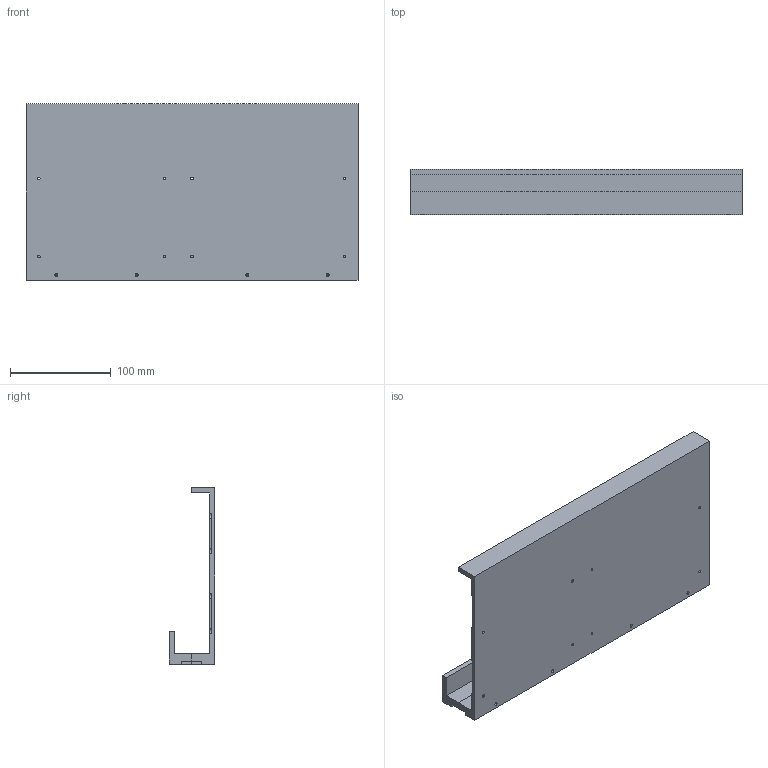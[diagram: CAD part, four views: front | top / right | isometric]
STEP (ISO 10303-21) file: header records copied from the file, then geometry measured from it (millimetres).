
FILE_DESCRIPTION(/* description */ (''),/* implementation_level */ '2;1');
FILE_NAME(/* name */ 'Test-CNC-Enclosure v19.step',/* time_stamp */ '2019-03-27T08:47:35+01:00',/* author */ ('obalbous'),/* organization */ (''),/* preprocessor_version */ 'ST-DEVELOPER v17.2',/* originating_system */ 'Autodesk Translation Framework v7.6.0.251',/* authorisation */ '');
FILE_SCHEMA (('AUTOMOTIVE_DESIGN { 1 0 10303 214 3 1 1 }'));
Length unit declared in the file: millimetre
Products named in the file (3): Test-CNC-Enclosure; Base; Top
Assembly tree (2 placements, depth 2):
  Test-CNC-Enclosure
    Base
    Top
Bounding box: 330 x 45 x 175 mm (x, y, z)
Volume: 476224.4 mm3; surface area: 182850.7 mm2
Topology: 2 solids, 2 shells, 76 faces, 204 edges, 136 vertices
Faces by surface type: plane 50, cylinder 24, bspline 2
Full cylindrical faces by diameter (mm): 1.5 x4, 2.594 x1, 2.6 x5, 3 x4
Entity records: 2557 total; most frequent: CARTESIAN_POINT 483, ORIENTED_EDGE 408, DIRECTION 406, EDGE_CURVE 204, LINE 152, VECTOR 152, VERTEX_POINT 136, AXIS2_PLACEMENT_3D 127
